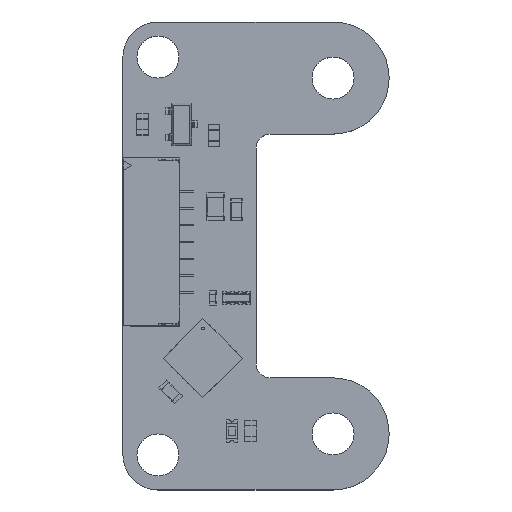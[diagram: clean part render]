
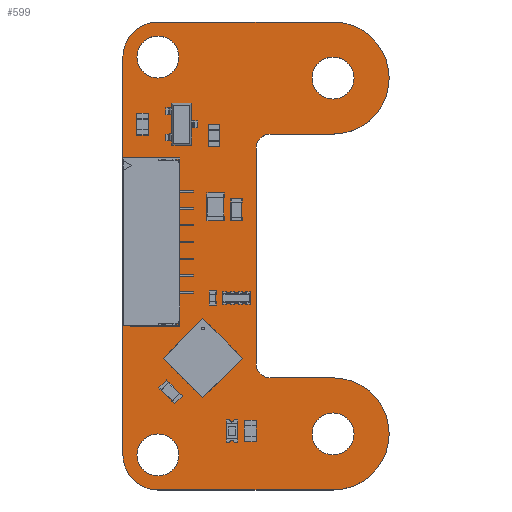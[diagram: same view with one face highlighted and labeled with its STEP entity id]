
A CAD part, top view. The second image highlights one B-rep face of the part: STEP entity #599.
In plain terms, the highlighted planar face has unit normal (0, 0, 1).
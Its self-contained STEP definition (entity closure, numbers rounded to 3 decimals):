
#22 = VERTEX_POINT('',#23);
#23 = CARTESIAN_POINT('',(1.,8.7,0.));
#41 = VERTEX_POINT('',#42);
#42 = CARTESIAN_POINT('',(0.,7.7,0.));
#48 = EDGE_CURVE('',#22,#41,#49,.T.);
#49 = CIRCLE('',#50,1.);
#50 = AXIS2_PLACEMENT_3D('',#51,#52,#53);
#51 = CARTESIAN_POINT('',(1.,7.7,0.));
#52 = DIRECTION('',(0.,-0.,1.));
#53 = DIRECTION('',(0.,1.,0.));
#64 = VERTEX_POINT('',#65);
#65 = CARTESIAN_POINT('',(5.5,8.7,0.));
#80 = EDGE_CURVE('',#64,#22,#81,.T.);
#81 = LINE('',#82,#83);
#82 = CARTESIAN_POINT('',(5.5,8.7,0.));
#83 = VECTOR('',#84,1.);
#84 = DIRECTION('',(-1.,0.,0.));
#104 = VERTEX_POINT('',#105);
#105 = CARTESIAN_POINT('',(0.,-7.7,0.));
#111 = EDGE_CURVE('',#41,#104,#112,.T.);
#112 = LINE('',#113,#114);
#113 = CARTESIAN_POINT('',(0.,7.7,0.));
#114 = VECTOR('',#115,1.);
#115 = DIRECTION('',(0.,-1.,0.));
#136 = VERTEX_POINT('',#137);
#137 = CARTESIAN_POINT('',(9.5,12.7,0.));
#143 = EDGE_CURVE('',#64,#136,#144,.T.);
#144 = CIRCLE('',#145,4.);
#145 = AXIS2_PLACEMENT_3D('',#146,#147,#148);
#146 = CARTESIAN_POINT('',(5.5,12.7,0.));
#147 = DIRECTION('',(-0.,0.,1.));
#148 = DIRECTION('',(0.,-1.,0.));
#169 = VERTEX_POINT('',#170);
#170 = CARTESIAN_POINT('',(1.,-8.7,0.));
#176 = EDGE_CURVE('',#104,#169,#177,.T.);
#177 = CIRCLE('',#178,1.);
#178 = AXIS2_PLACEMENT_3D('',#179,#180,#181);
#179 = CARTESIAN_POINT('',(1.,-7.7,0.));
#180 = DIRECTION('',(0.,0.,1.));
#181 = DIRECTION('',(-1.,0.,0.));
#202 = VERTEX_POINT('',#203);
#203 = CARTESIAN_POINT('',(5.5,16.7,0.));
#209 = EDGE_CURVE('',#136,#202,#210,.T.);
#210 = CIRCLE('',#211,4.);
#211 = AXIS2_PLACEMENT_3D('',#212,#213,#214);
#212 = CARTESIAN_POINT('',(5.5,12.7,0.));
#213 = DIRECTION('',(0.,-0.,1.));
#214 = DIRECTION('',(1.,0.,0.));
#225 = VERTEX_POINT('',#226);
#226 = CARTESIAN_POINT('',(5.5,-8.7,0.));
#241 = EDGE_CURVE('',#225,#169,#242,.T.);
#242 = LINE('',#243,#244);
#243 = CARTESIAN_POINT('',(5.5,-8.7,0.));
#244 = VECTOR('',#245,1.);
#245 = DIRECTION('',(-1.,0.,0.));
#265 = VERTEX_POINT('',#266);
#266 = CARTESIAN_POINT('',(-7.,16.7,0.));
#272 = EDGE_CURVE('',#202,#265,#273,.T.);
#273 = LINE('',#274,#275);
#274 = CARTESIAN_POINT('',(5.5,16.7,0.));
#275 = VECTOR('',#276,1.);
#276 = DIRECTION('',(-1.,0.,0.));
#287 = VERTEX_POINT('',#288);
#288 = CARTESIAN_POINT('',(9.5,-12.7,0.));
#304 = EDGE_CURVE('',#287,#225,#305,.T.);
#305 = CIRCLE('',#306,4.);
#306 = AXIS2_PLACEMENT_3D('',#307,#308,#309);
#307 = CARTESIAN_POINT('',(5.5,-12.7,0.));
#308 = DIRECTION('',(0.,-0.,1.));
#309 = DIRECTION('',(1.,0.,0.));
#330 = VERTEX_POINT('',#331);
#331 = CARTESIAN_POINT('',(-9.5,14.2,0.));
#337 = EDGE_CURVE('',#265,#330,#338,.T.);
#338 = CIRCLE('',#339,2.5);
#339 = AXIS2_PLACEMENT_3D('',#340,#341,#342);
#340 = CARTESIAN_POINT('',(-7.,14.2,0.));
#341 = DIRECTION('',(0.,-0.,1.));
#342 = DIRECTION('',(0.,1.,0.));
#353 = VERTEX_POINT('',#354);
#354 = CARTESIAN_POINT('',(5.5,-16.7,0.));
#370 = EDGE_CURVE('',#353,#287,#371,.T.);
#371 = CIRCLE('',#372,4.);
#372 = AXIS2_PLACEMENT_3D('',#373,#374,#375);
#373 = CARTESIAN_POINT('',(5.5,-12.7,0.));
#374 = DIRECTION('',(-0.,0.,1.));
#375 = DIRECTION('',(0.,-1.,0.));
#386 = VERTEX_POINT('',#387);
#387 = CARTESIAN_POINT('',(-9.5,-14.2,0.));
#402 = EDGE_CURVE('',#386,#330,#403,.T.);
#403 = LINE('',#404,#405);
#404 = CARTESIAN_POINT('',(-9.5,-14.2,0.));
#405 = VECTOR('',#406,1.);
#406 = DIRECTION('',(0.,1.,0.));
#426 = VERTEX_POINT('',#427);
#427 = CARTESIAN_POINT('',(-7.,-16.7,0.));
#433 = EDGE_CURVE('',#353,#426,#434,.T.);
#434 = LINE('',#435,#436);
#435 = CARTESIAN_POINT('',(5.5,-16.7,0.));
#436 = VECTOR('',#437,1.);
#437 = DIRECTION('',(-1.,0.,0.));
#456 = EDGE_CURVE('',#386,#426,#457,.T.);
#457 = CIRCLE('',#458,2.5);
#458 = AXIS2_PLACEMENT_3D('',#459,#460,#461);
#459 = CARTESIAN_POINT('',(-7.,-14.2,0.));
#460 = DIRECTION('',(0.,0.,1.));
#461 = DIRECTION('',(-1.,0.,0.));
#472 = VERTEX_POINT('',#473);
#473 = CARTESIAN_POINT('',(-5.5,-14.2,0.));
#489 = EDGE_CURVE('',#472,#472,#490,.T.);
#490 = CIRCLE('',#491,1.5);
#491 = AXIS2_PLACEMENT_3D('',#492,#493,#494);
#492 = CARTESIAN_POINT('',(-7.,-14.2,0.));
#493 = DIRECTION('',(0.,0.,1.));
#494 = DIRECTION('',(1.,0.,0.));
#505 = VERTEX_POINT('',#506);
#506 = CARTESIAN_POINT('',(7.,-12.7,0.));
#522 = EDGE_CURVE('',#505,#505,#523,.T.);
#523 = CIRCLE('',#524,1.5);
#524 = AXIS2_PLACEMENT_3D('',#525,#526,#527);
#525 = CARTESIAN_POINT('',(5.5,-12.7,0.));
#526 = DIRECTION('',(0.,0.,1.));
#527 = DIRECTION('',(1.,0.,0.));
#538 = VERTEX_POINT('',#539);
#539 = CARTESIAN_POINT('',(-5.5,14.2,0.));
#555 = EDGE_CURVE('',#538,#538,#556,.T.);
#556 = CIRCLE('',#557,1.5);
#557 = AXIS2_PLACEMENT_3D('',#558,#559,#560);
#558 = CARTESIAN_POINT('',(-7.,14.2,0.));
#559 = DIRECTION('',(0.,0.,1.));
#560 = DIRECTION('',(1.,0.,0.));
#571 = VERTEX_POINT('',#572);
#572 = CARTESIAN_POINT('',(7.,12.7,0.));
#588 = EDGE_CURVE('',#571,#571,#589,.T.);
#589 = CIRCLE('',#590,1.5);
#590 = AXIS2_PLACEMENT_3D('',#591,#592,#593);
#591 = CARTESIAN_POINT('',(5.5,12.7,0.));
#592 = DIRECTION('',(0.,0.,1.));
#593 = DIRECTION('',(1.,0.,0.));
#599 = ADVANCED_FACE('',(#600,#616,#619,#622,#625),#628,.F.);
#600 = FACE_BOUND('',#601,.F.);
#601 = EDGE_LOOP('',(#602,#603,#604,#605,#606,#607,#608,#609,#610,#611,
    #612,#613,#614,#615));
#602 = ORIENTED_EDGE('',*,*,#48,.T.);
#603 = ORIENTED_EDGE('',*,*,#111,.T.);
#604 = ORIENTED_EDGE('',*,*,#176,.T.);
#605 = ORIENTED_EDGE('',*,*,#241,.F.);
#606 = ORIENTED_EDGE('',*,*,#304,.F.);
#607 = ORIENTED_EDGE('',*,*,#370,.F.);
#608 = ORIENTED_EDGE('',*,*,#433,.T.);
#609 = ORIENTED_EDGE('',*,*,#456,.F.);
#610 = ORIENTED_EDGE('',*,*,#402,.T.);
#611 = ORIENTED_EDGE('',*,*,#337,.F.);
#612 = ORIENTED_EDGE('',*,*,#272,.F.);
#613 = ORIENTED_EDGE('',*,*,#209,.F.);
#614 = ORIENTED_EDGE('',*,*,#143,.F.);
#615 = ORIENTED_EDGE('',*,*,#80,.T.);
#616 = FACE_BOUND('',#617,.F.);
#617 = EDGE_LOOP('',(#618));
#618 = ORIENTED_EDGE('',*,*,#489,.T.);
#619 = FACE_BOUND('',#620,.F.);
#620 = EDGE_LOOP('',(#621));
#621 = ORIENTED_EDGE('',*,*,#522,.T.);
#622 = FACE_BOUND('',#623,.F.);
#623 = EDGE_LOOP('',(#624));
#624 = ORIENTED_EDGE('',*,*,#555,.T.);
#625 = FACE_BOUND('',#626,.F.);
#626 = EDGE_LOOP('',(#627));
#627 = ORIENTED_EDGE('',*,*,#588,.T.);
#628 = PLANE('',#629);
#629 = AXIS2_PLACEMENT_3D('',#630,#631,#632);
#630 = CARTESIAN_POINT('',(1.,8.7,0.));
#631 = DIRECTION('',(0.,0.,-1.));
#632 = DIRECTION('',(-1.,0.,0.));
